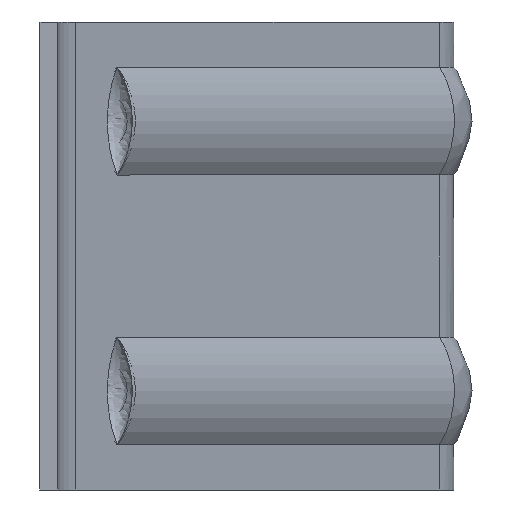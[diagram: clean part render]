
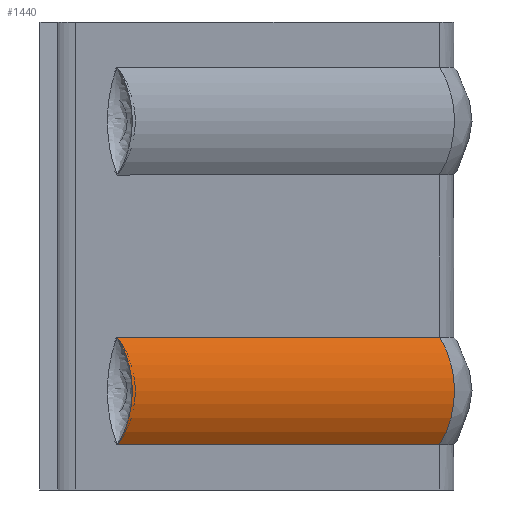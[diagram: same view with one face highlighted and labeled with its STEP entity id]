
A CAD part, left-side view. The second image highlights one B-rep face of the part: STEP entity #1440.
In plain terms, the highlighted free-form (B-spline) face has degree [1, 2] with [2, 3] control points.
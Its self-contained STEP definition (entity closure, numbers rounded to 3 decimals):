
#1265=CARTESIAN_POINT('',(-35.164,-1.543,2.5));
#1266=VERTEX_POINT('',#1265);
#1267=CARTESIAN_POINT('',(-35.164,-1.543,8.5));
#1268=VERTEX_POINT('',#1267);
#1305=CARTESIAN_POINT('',(-35.164,-1.543,2.5));
#1306=CARTESIAN_POINT('',(-36.392,-3.428,5.5));
#1307=CARTESIAN_POINT('',(-35.164,-1.543,8.5));
#1315=(BOUNDED_CURVE()B_SPLINE_CURVE(2,(#1305,#1306,#1307),.UNSPECIFIED.,.F.,.U.)CURVE()GEOMETRIC_REPRESENTATION_ITEM()QUASI_UNIFORM_CURVE()RATIONAL_B_SPLINE_CURVE((1.0,0.8,1.0))REPRESENTATION_ITEM(''));
#1316=EDGE_CURVE('',#1266,#1268,#1315,.T.);
#1396=CARTESIAN_POINT('',(-35.799,-1.017,2.379));
#1397=CARTESIAN_POINT('',(-6.949,-19.819,2.379));
#1398=CARTESIAN_POINT('',(-37.202,-3.17,5.594));
#1399=CARTESIAN_POINT('',(-8.352,-21.972,5.594));
#1400=CARTESIAN_POINT('',(-35.748,-0.94,8.734));
#1401=CARTESIAN_POINT('',(-6.898,-19.741,8.734));
#1409=(BOUNDED_SURFACE()B_SPLINE_SURFACE(1,2,((#1396,#1398,#1400),(#1397,#1399,#1401)),.UNSPECIFIED.,.F.,.F.,.U.)B_SPLINE_SURFACE_WITH_KNOTS((2,2),(3,3),(0.0,34.436),(0.0,7.174),.UNSPECIFIED.)GEOMETRIC_REPRESENTATION_ITEM()RATIONAL_B_SPLINE_SURFACE(((1.0,0.769,0.993),(1.0,0.769,0.993)))REPRESENTATION_ITEM('')SURFACE());
#1410=CARTESIAN_POINT('',(-7.704,-19.439,8.5));
#1411=VERTEX_POINT('',#1410);
#1412=CARTESIAN_POINT('',(-35.164,-1.543,8.5));
#1413=CARTESIAN_POINT('',(-7.704,-19.439,8.5));
#1414=QUASI_UNIFORM_CURVE('',1,(#1412,#1413),.UNSPECIFIED.,.F.,.U.);
#1415=EDGE_CURVE('',#1268,#1411,#1414,.T.);
#1416=ORIENTED_EDGE('',*,*,#1415,.F.);
#1417=ORIENTED_EDGE('',*,*,#1316,.F.);
#1418=CARTESIAN_POINT('',(-7.704,-19.439,2.5));
#1419=VERTEX_POINT('',#1418);
#1420=CARTESIAN_POINT('',(-7.704,-19.439,2.5));
#1421=CARTESIAN_POINT('',(-35.164,-1.543,2.5));
#1422=QUASI_UNIFORM_CURVE('',1,(#1420,#1421),.UNSPECIFIED.,.F.,.U.);
#1423=EDGE_CURVE('',#1419,#1266,#1422,.T.);
#1424=ORIENTED_EDGE('',*,*,#1423,.F.);
#1425=CARTESIAN_POINT('',(-7.704,-19.439,2.5));
#1426=CARTESIAN_POINT('',(-8.932,-21.324,5.5));
#1427=CARTESIAN_POINT('',(-7.704,-19.439,8.5));
#1435=(BOUNDED_CURVE()B_SPLINE_CURVE(2,(#1425,#1426,#1427),.UNSPECIFIED.,.F.,.U.)CURVE()GEOMETRIC_REPRESENTATION_ITEM()QUASI_UNIFORM_CURVE()RATIONAL_B_SPLINE_CURVE((1.0,0.8,1.0))REPRESENTATION_ITEM(''));
#1436=EDGE_CURVE('',#1419,#1411,#1435,.T.);
#1437=ORIENTED_EDGE('',*,*,#1436,.T.);
#1438=EDGE_LOOP('',(#1416,#1417,#1424,#1437));
#1439=FACE_OUTER_BOUND('',#1438,.T.);
#1440=ADVANCED_FACE('',(#1439),#1409,.T.);
